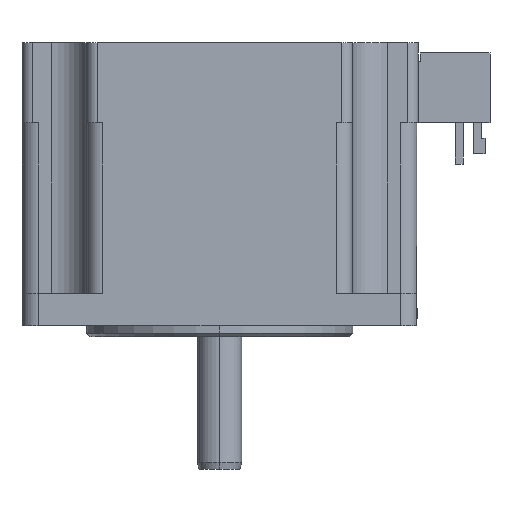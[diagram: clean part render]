
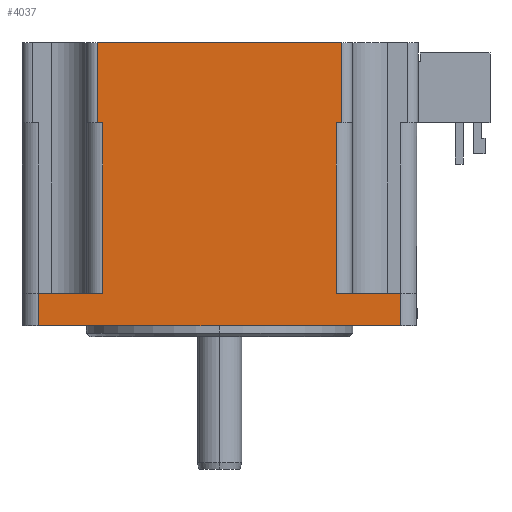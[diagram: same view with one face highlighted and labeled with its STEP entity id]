
A CAD part, left-side view. The second image highlights one B-rep face of the part: STEP entity #4037.
In plain terms, the highlighted planar face has unit normal (-1, 0, 0).
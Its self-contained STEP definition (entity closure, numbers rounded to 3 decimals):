
#92=DIRECTION('',(0.,-1.,0.));
#93=VECTOR('',#92,51.8);
#94=CARTESIAN_POINT('',(-28.2,25.9,0.));
#95=LINE('',#94,#93);
#155=DIRECTION('',(0.,1.,0.));
#156=VECTOR('',#155,0.8);
#157=CARTESIAN_POINT('',(-28.2,16.7,29.));
#158=LINE('',#157,#156);
#159=DIRECTION('',(0.,0.,1.));
#160=VECTOR('',#159,11.5);
#161=CARTESIAN_POINT('',(-28.2,17.5,29.));
#162=LINE('',#161,#160);
#163=DIRECTION('',(0.,0.,1.));
#164=VECTOR('',#163,11.5);
#165=CARTESIAN_POINT('',(-28.2,-17.5,29.));
#166=LINE('',#165,#164);
#167=DIRECTION('',(0.,1.,0.));
#168=VECTOR('',#167,0.8);
#169=CARTESIAN_POINT('',(-28.2,-17.5,29.));
#170=LINE('',#169,#168);
#171=DIRECTION('',(0.,0.,-1.));
#172=VECTOR('',#171,4.6);
#173=CARTESIAN_POINT('',(-28.2,-25.9,4.6));
#174=LINE('',#173,#172);
#175=DIRECTION('',(0.,0.,-1.));
#176=VECTOR('',#175,4.6);
#177=CARTESIAN_POINT('',(-28.2,25.9,4.6));
#178=LINE('',#177,#176);
#372=DIRECTION('',(0.,1.,0.));
#373=VECTOR('',#372,9.2);
#374=CARTESIAN_POINT('',(-28.2,-25.9,4.6));
#375=LINE('',#374,#373);
#544=DIRECTION('',(0.,0.,-1.));
#545=VECTOR('',#544,24.4);
#546=CARTESIAN_POINT('',(-28.2,16.7,29.));
#547=LINE('',#546,#545);
#567=DIRECTION('',(0.,0.,1.));
#568=VECTOR('',#567,24.4);
#569=CARTESIAN_POINT('',(-28.2,-16.7,4.6));
#570=LINE('',#569,#568);
#1448=DIRECTION('',(0.,1.,0.));
#1449=VECTOR('',#1448,35.);
#1450=CARTESIAN_POINT('',(-28.2,-17.5,40.5));
#1451=LINE('',#1450,#1449);
#2772=DIRECTION('',(0.,1.,0.));
#2773=VECTOR('',#2772,9.2);
#2774=CARTESIAN_POINT('',(-28.2,16.7,4.6));
#2775=LINE('',#2774,#2773);
#3026=CARTESIAN_POINT('',(-28.2,16.7,4.6));
#3027=VERTEX_POINT('',#3026);
#3028=CARTESIAN_POINT('',(-28.2,-16.7,4.6));
#3029=VERTEX_POINT('',#3028);
#3052=CARTESIAN_POINT('',(-28.2,-25.9,4.6));
#3053=VERTEX_POINT('',#3052);
#3054=CARTESIAN_POINT('',(-28.2,25.9,4.6));
#3055=VERTEX_POINT('',#3054);
#3057=CARTESIAN_POINT('',(-28.2,-25.9,0.));
#3059=VERTEX_POINT('',#3057);
#3068=CARTESIAN_POINT('',(-28.2,25.9,0.));
#3070=VERTEX_POINT('',#3068);
#3467=CARTESIAN_POINT('',(-28.2,17.5,40.5));
#3469=VERTEX_POINT('',#3467);
#3470=CARTESIAN_POINT('',(-28.2,17.5,29.));
#3471=VERTEX_POINT('',#3470);
#3474=CARTESIAN_POINT('',(-28.2,-17.5,40.5));
#3476=VERTEX_POINT('',#3474);
#3480=CARTESIAN_POINT('',(-28.2,-17.5,29.));
#3481=VERTEX_POINT('',#3480);
#3537=CARTESIAN_POINT('',(-28.2,16.7,29.));
#3539=VERTEX_POINT('',#3537);
#3541=CARTESIAN_POINT('',(-28.2,-16.7,29.));
#3543=VERTEX_POINT('',#3541);
#4007=CARTESIAN_POINT('',(-28.2,28.2,0.));
#4008=DIRECTION('',(-1.,0.,0.));
#4009=DIRECTION('',(0.,-1.,0.));
#4010=AXIS2_PLACEMENT_3D('',#4007,#4008,#4009);
#4011=PLANE('',#4010);
#4013=ORIENTED_EDGE('',*,*,#4012,.F.);
#4015=ORIENTED_EDGE('',*,*,#4014,.T.);
#4017=ORIENTED_EDGE('',*,*,#4016,.T.);
#4019=ORIENTED_EDGE('',*,*,#4018,.F.);
#4021=ORIENTED_EDGE('',*,*,#4020,.F.);
#4023=ORIENTED_EDGE('',*,*,#4022,.T.);
#4025=ORIENTED_EDGE('',*,*,#4024,.F.);
#4027=ORIENTED_EDGE('',*,*,#4026,.F.);
#4029=ORIENTED_EDGE('',*,*,#4028,.T.);
#4030=ORIENTED_EDGE('',*,*,#3968,.F.);
#4032=ORIENTED_EDGE('',*,*,#4031,.F.);
#4034=ORIENTED_EDGE('',*,*,#4033,.F.);
#4035=EDGE_LOOP('',(#4013,#4015,#4017,#4019,#4021,#4023,#4025,#4027,#4029,#4030,
#4032,#4034));
#4036=FACE_OUTER_BOUND('',#4035,.F.);
#4037=ADVANCED_FACE('',(#4036),#4011,.T.);
#3968=EDGE_CURVE('',#3070,#3059,#95,.T.);
#4012=EDGE_CURVE('',#3539,#3027,#547,.T.);
#4014=EDGE_CURVE('',#3539,#3471,#158,.T.);
#4016=EDGE_CURVE('',#3471,#3469,#162,.T.);
#4018=EDGE_CURVE('',#3476,#3469,#1451,.T.);
#4020=EDGE_CURVE('',#3481,#3476,#166,.T.);
#4022=EDGE_CURVE('',#3481,#3543,#170,.T.);
#4024=EDGE_CURVE('',#3029,#3543,#570,.T.);
#4026=EDGE_CURVE('',#3053,#3029,#375,.T.);
#4028=EDGE_CURVE('',#3053,#3059,#174,.T.);
#4031=EDGE_CURVE('',#3055,#3070,#178,.T.);
#4033=EDGE_CURVE('',#3027,#3055,#2775,.T.);
